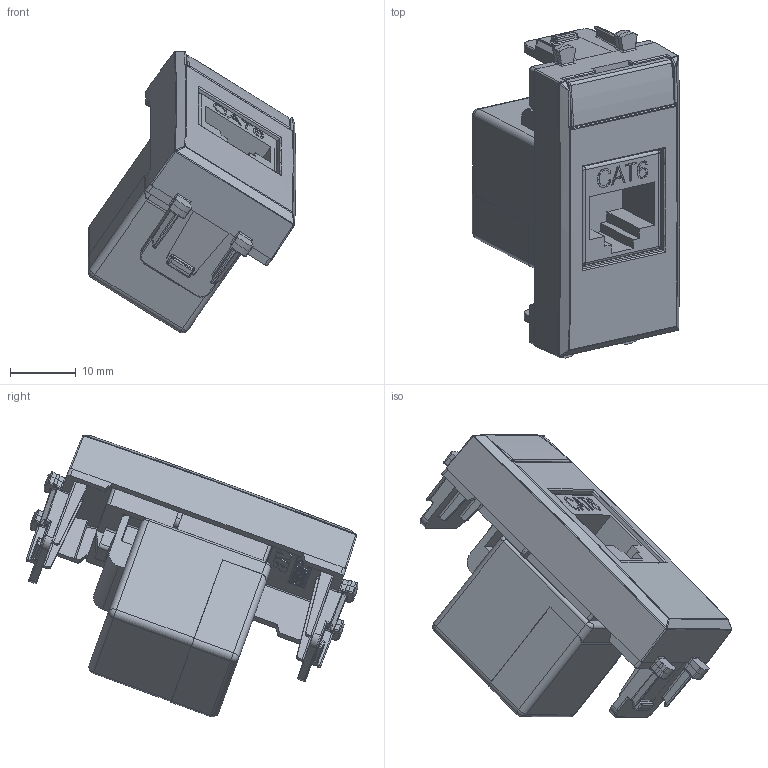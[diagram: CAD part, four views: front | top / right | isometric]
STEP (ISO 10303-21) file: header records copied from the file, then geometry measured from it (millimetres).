
FILE_DESCRIPTION(('CATIA V5 STEP Exchange'),'2;1');
FILE_NAME('445027C6.stp','2024-02-23T13:28:10+00:00',('none'),('none'),'CATIA Version 5-6 Release 2016 SP6','CATIA V5 STEP AP203','none');
FILE_SCHEMA(('CONFIG_CONTROL_DESIGN'));
Length unit declared in the file: millimetre
Products named in the file (1): 445027C6
Assembly tree (3 placements, depth 2):
  445027C6
    #57
    #1231
    #8096
Bounding box: 31.64 x 50.64 x 42.99 mm (x, y, z)
Volume: 12430.4 mm3; surface area: 9738.1 mm2
Topology: 3 solids, 3 shells, 1536 faces, 4157 edges, 2585 vertices
Faces by surface type: plane 973, cylinder 335, bspline 97, sphere 58, extrusion 28, cone 24, torus 21
Entity records: 55491 total; most frequent: CARTESIAN_POINT 19740, ORIENTED_EDGE 8182, DIRECTION 5929, EDGE_CURVE 4091, VECTOR 3071, LINE 3043, VERTEX_POINT 2585, AXIS2_PLACEMENT_3D 1619
